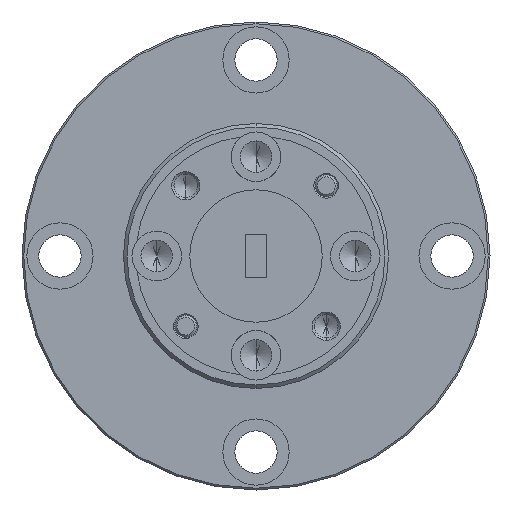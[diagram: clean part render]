
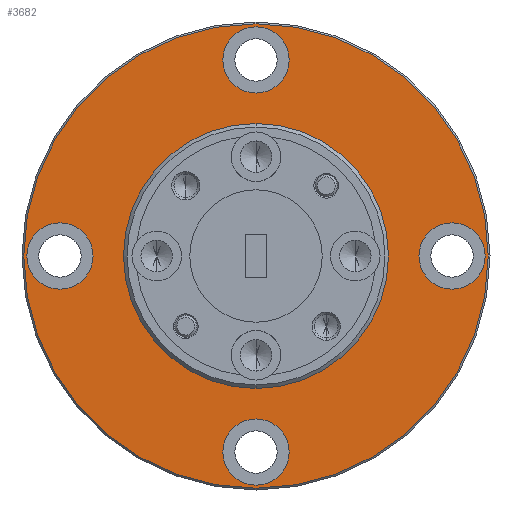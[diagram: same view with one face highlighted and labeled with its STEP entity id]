
A CAD part, left-side view. The second image highlights one B-rep face of the part: STEP entity #3682.
In plain terms, the highlighted planar face has unit normal (-1, 0, 0).
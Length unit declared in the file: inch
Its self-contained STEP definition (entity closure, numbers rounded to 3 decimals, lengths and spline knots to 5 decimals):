
#43 = CARTESIAN_POINT ( 'NONE',  ( -4.28248, 0.6058, 1.74798 ) ) ;
#161 = ORIENTED_EDGE ( 'NONE', *, *, #3557, .F. ) ;
#173 = EDGE_CURVE ( 'NONE', #6358, #7930, #4603, .T. ) ;
#312 = DIRECTION ( 'NONE',  ( -1., 0., 0. ) ) ;
#449 = ORIENTED_EDGE ( 'NONE', *, *, #532, .T. ) ;
#477 = DIRECTION ( 'NONE',  ( 0., 0., 1. ) ) ;
#481 = ORIENTED_EDGE ( 'NONE', *, *, #8479, .T. ) ;
#515 = EDGE_LOOP ( 'NONE', ( #9166, #2963 ) ) ;
#532 = EDGE_CURVE ( 'NONE', #4011, #4995, #5700, .T. ) ;
#555 = AXIS2_PLACEMENT_3D ( 'NONE', #8317, #4020, #6926 ) ;
#637 = EDGE_CURVE ( 'NONE', #6317, #6056, #2927, .T. ) ;
#773 = VERTEX_POINT ( 'NONE', #1687 ) ;
#1074 = ORIENTED_EDGE ( 'NONE', *, *, #4078, .T. ) ;
#1232 = EDGE_LOOP ( 'NONE', ( #449, #1074 ) ) ;
#1259 = DIRECTION ( 'NONE',  ( -1., 0., 0. ) ) ;
#1410 = EDGE_LOOP ( 'NONE', ( #3320, #481 ) ) ;
#1462 = FACE_BOUND ( 'NONE', #6666, .T. ) ;
#1554 = EDGE_CURVE ( 'NONE', #7930, #6358, #5110, .T. ) ;
#1682 = DIRECTION ( 'NONE',  ( -1., 0., 0. ) ) ;
#1687 = CARTESIAN_POINT ( 'NONE',  ( -4.28248, 0.6058, 1.09923 ) ) ;
#1693 = ORIENTED_EDGE ( 'NONE', *, *, #2683, .F. ) ;
#1795 = DIRECTION ( 'NONE',  ( 0., 0., 1. ) ) ;
#1921 = AXIS2_PLACEMENT_3D ( 'NONE', #1981, #5559, #5606 ) ;
#1962 = FACE_BOUND ( 'NONE', #1232, .T. ) ;
#1973 = CARTESIAN_POINT ( 'NONE',  ( -4.28248, 0.6058, 1.09048 ) ) ;
#1981 = CARTESIAN_POINT ( 'NONE',  ( -4.28248, 1.1608, 1.74798 ) ) ;
#2030 = AXIS2_PLACEMENT_3D ( 'NONE', #2333, #7364, #8809 ) ;
#2333 = CARTESIAN_POINT ( 'NONE',  ( -4.28248, 1.2683, 1.74798 ) ) ;
#2478 = DIRECTION ( 'NONE',  ( -1., 0., 0. ) ) ;
#2509 = CARTESIAN_POINT ( 'NONE',  ( -4.28248, 0.6058, 1.74798 ) ) ;
#2554 = CARTESIAN_POINT ( 'NONE',  ( -4.28248, 0.6058, 2.30298 ) ) ;
#2575 = VERTEX_POINT ( 'NONE', #1973 ) ;
#2683 = EDGE_CURVE ( 'NONE', #4391, #3085, #6690, .T. ) ;
#2698 = DIRECTION ( 'NONE',  ( -1., 0., 0. ) ) ;
#2794 = AXIS2_PLACEMENT_3D ( 'NONE', #4171, #9173, #6415 ) ;
#2804 = AXIS2_PLACEMENT_3D ( 'NONE', #5627, #5735, #7234 ) ;
#2927 = CIRCLE ( 'NONE', #3695, 0.09375 ) ;
#2963 = ORIENTED_EDGE ( 'NONE', *, *, #173, .F. ) ;
#3085 = VERTEX_POINT ( 'NONE', #5034 ) ;
#3105 = DIRECTION ( 'NONE',  ( 0., 0., 1. ) ) ;
#3163 = DIRECTION ( 'NONE',  ( 0., 0., 1. ) ) ;
#3288 = DIRECTION ( 'NONE',  ( 0., 0., 1. ) ) ;
#3320 = ORIENTED_EDGE ( 'NONE', *, *, #7920, .T. ) ;
#3386 = FACE_BOUND ( 'NONE', #8704, .T. ) ;
#3445 = CARTESIAN_POINT ( 'NONE',  ( -4.28248, 0.6058, 1.28673 ) ) ;
#3557 = EDGE_CURVE ( 'NONE', #6056, #6317, #5220, .T. ) ;
#3635 = ORIENTED_EDGE ( 'NONE', *, *, #3979, .F. ) ;
#3682 = ADVANCED_FACE ( 'NONE', ( #7932, #1462, #4350, #3386, #8452, #1962 ), #8500, .T. ) ;
#3695 = AXIS2_PLACEMENT_3D ( 'NONE', #3727, #5914, #3105 ) ;
#3727 = CARTESIAN_POINT ( 'NONE',  ( -4.28248, 0.0508, 1.74798 ) ) ;
#3979 = EDGE_CURVE ( 'NONE', #3085, #4391, #4476, .T. ) ;
#4011 = VERTEX_POINT ( 'NONE', #4615 ) ;
#4020 = DIRECTION ( 'NONE',  ( 1., 0., 0. ) ) ;
#4054 = CARTESIAN_POINT ( 'NONE',  ( -4.28248, 0.6058, 2.39673 ) ) ;
#4078 = EDGE_CURVE ( 'NONE', #4995, #4011, #8692, .T. ) ;
#4108 = AXIS2_PLACEMENT_3D ( 'NONE', #2554, #2478, #3288 ) ;
#4171 = CARTESIAN_POINT ( 'NONE',  ( -4.28248, 0.6058, 1.74798 ) ) ;
#4350 = FACE_BOUND ( 'NONE', #5274, .T. ) ;
#4391 = VERTEX_POINT ( 'NONE', #4054 ) ;
#4476 = CIRCLE ( 'NONE', #5706, 0.09375 ) ;
#4568 = AXIS2_PLACEMENT_3D ( 'NONE', #43, #2698, #8491 ) ;
#4603 = CIRCLE ( 'NONE', #5962, 0.09375 ) ;
#4615 = CARTESIAN_POINT ( 'NONE',  ( -4.28248, 0.6058, 1.37298 ) ) ;
#4686 = CARTESIAN_POINT ( 'NONE',  ( -4.28248, 1.1608, 1.74798 ) ) ;
#4706 = VERTEX_POINT ( 'NONE', #3445 ) ;
#4744 = CIRCLE ( 'NONE', #7589, 0.09375 ) ;
#4913 = CARTESIAN_POINT ( 'NONE',  ( -4.28248, 1.1608, 1.84173 ) ) ;
#4995 = VERTEX_POINT ( 'NONE', #9091 ) ;
#5032 = EDGE_CURVE ( 'NONE', #773, #4706, #7062, .T. ) ;
#5034 = CARTESIAN_POINT ( 'NONE',  ( -4.28248, 0.6058, 2.20923 ) ) ;
#5110 = CIRCLE ( 'NONE', #1921, 0.09375 ) ;
#5154 = CARTESIAN_POINT ( 'NONE',  ( -4.28248, 1.1608, 1.65423 ) ) ;
#5156 = CARTESIAN_POINT ( 'NONE',  ( -4.28248, 0.0508, 1.74798 ) ) ;
#5220 = CIRCLE ( 'NONE', #8059, 0.09375 ) ;
#5274 = EDGE_LOOP ( 'NONE', ( #8890, #161 ) ) ;
#5559 = DIRECTION ( 'NONE',  ( -1., 0., 0. ) ) ;
#5606 = DIRECTION ( 'NONE',  ( 0., 0., 1. ) ) ;
#5627 = CARTESIAN_POINT ( 'NONE',  ( -4.28248, 0.6058, 1.19298 ) ) ;
#5700 = CIRCLE ( 'NONE', #555, 0.375 ) ;
#5706 = AXIS2_PLACEMENT_3D ( 'NONE', #6793, #312, #3163 ) ;
#5735 = DIRECTION ( 'NONE',  ( -1., 0., 0. ) ) ;
#5907 = ORIENTED_EDGE ( 'NONE', *, *, #7016, .F. ) ;
#5914 = DIRECTION ( 'NONE',  ( -1., 0., 0. ) ) ;
#5962 = AXIS2_PLACEMENT_3D ( 'NONE', #4686, #7551, #6915 ) ;
#6056 = VERTEX_POINT ( 'NONE', #8804 ) ;
#6317 = VERTEX_POINT ( 'NONE', #6829 ) ;
#6358 = VERTEX_POINT ( 'NONE', #5154 ) ;
#6415 = DIRECTION ( 'NONE',  ( 0., 0., -1. ) ) ;
#6666 = EDGE_LOOP ( 'NONE', ( #1693, #3635 ) ) ;
#6690 = CIRCLE ( 'NONE', #4108, 0.09375 ) ;
#6793 = CARTESIAN_POINT ( 'NONE',  ( -4.28248, 0.6058, 2.30298 ) ) ;
#6829 = CARTESIAN_POINT ( 'NONE',  ( -4.28248, 0.0508, 1.84173 ) ) ;
#6915 = DIRECTION ( 'NONE',  ( 0., 0., 1. ) ) ;
#6926 = DIRECTION ( 'NONE',  ( 0., 0., -1. ) ) ;
#7016 = EDGE_CURVE ( 'NONE', #4706, #773, #4744, .T. ) ;
#7062 = CIRCLE ( 'NONE', #2804, 0.09375 ) ;
#7163 = AXIS2_PLACEMENT_3D ( 'NONE', #2509, #1259, #477 ) ;
#7234 = DIRECTION ( 'NONE',  ( 0., 0., 1. ) ) ;
#7364 = DIRECTION ( 'NONE',  ( -1., 0., 0. ) ) ;
#7465 = DIRECTION ( 'NONE',  ( 0., 0., 1. ) ) ;
#7526 = CARTESIAN_POINT ( 'NONE',  ( -4.28248, 0.6058, 2.40548 ) ) ;
#7551 = DIRECTION ( 'NONE',  ( -1., 0., 0. ) ) ;
#7589 = AXIS2_PLACEMENT_3D ( 'NONE', #8278, #8840, #1795 ) ;
#7593 = CIRCLE ( 'NONE', #7163, 0.6575 ) ;
#7920 = EDGE_CURVE ( 'NONE', #2575, #8812, #8180, .T. ) ;
#7930 = VERTEX_POINT ( 'NONE', #4913 ) ;
#7932 = FACE_OUTER_BOUND ( 'NONE', #1410, .T. ) ;
#8059 = AXIS2_PLACEMENT_3D ( 'NONE', #5156, #1682, #7465 ) ;
#8180 = CIRCLE ( 'NONE', #4568, 0.6575 ) ;
#8278 = CARTESIAN_POINT ( 'NONE',  ( -4.28248, 0.6058, 1.19298 ) ) ;
#8317 = CARTESIAN_POINT ( 'NONE',  ( -4.28248, 0.6058, 1.74798 ) ) ;
#8452 = FACE_BOUND ( 'NONE', #515, .T. ) ;
#8479 = EDGE_CURVE ( 'NONE', #8812, #2575, #7593, .T. ) ;
#8491 = DIRECTION ( 'NONE',  ( 0., 0., 1. ) ) ;
#8500 = PLANE ( 'NONE',  #2030 ) ;
#8692 = CIRCLE ( 'NONE', #2794, 0.375 ) ;
#8704 = EDGE_LOOP ( 'NONE', ( #5907, #9155 ) ) ;
#8804 = CARTESIAN_POINT ( 'NONE',  ( -4.28248, 0.0508, 1.65423 ) ) ;
#8809 = DIRECTION ( 'NONE',  ( 0., 0., 1. ) ) ;
#8812 = VERTEX_POINT ( 'NONE', #7526 ) ;
#8840 = DIRECTION ( 'NONE',  ( -1., 0., 0. ) ) ;
#8890 = ORIENTED_EDGE ( 'NONE', *, *, #637, .F. ) ;
#9091 = CARTESIAN_POINT ( 'NONE',  ( -4.28248, 0.6058, 2.12298 ) ) ;
#9155 = ORIENTED_EDGE ( 'NONE', *, *, #5032, .F. ) ;
#9166 = ORIENTED_EDGE ( 'NONE', *, *, #1554, .F. ) ;
#9173 = DIRECTION ( 'NONE',  ( 1., 0., 0. ) ) ;
